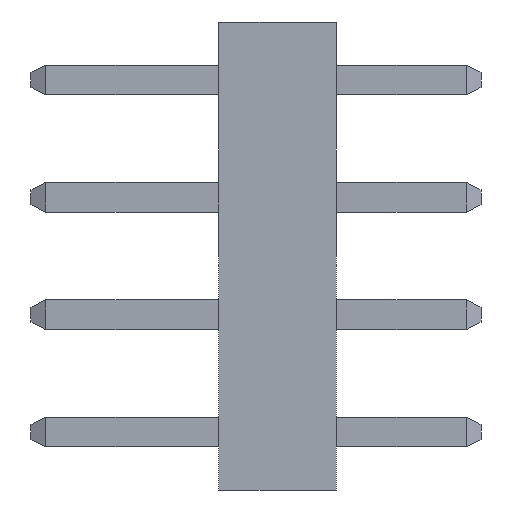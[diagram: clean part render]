
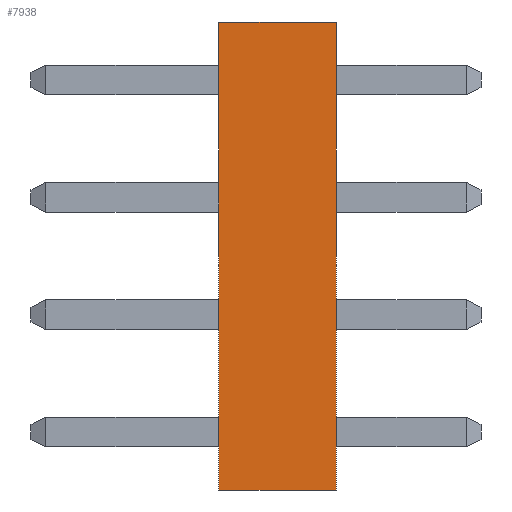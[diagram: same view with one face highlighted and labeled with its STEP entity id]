
A CAD part, left-side view. The second image highlights one B-rep face of the part: STEP entity #7938.
In plain terms, the highlighted planar face has unit normal (-1, 0, 0).
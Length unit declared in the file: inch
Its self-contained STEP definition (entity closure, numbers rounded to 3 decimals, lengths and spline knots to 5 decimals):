
#1684=ORIENTED_EDGE('',*,*,#3012,.T.);
#1685=ORIENTED_EDGE('',*,*,#3013,.F.);
#1686=ORIENTED_EDGE('',*,*,#3014,.F.);
#1687=ORIENTED_EDGE('',*,*,#3015,.T.);
#3012=EDGE_CURVE('',#3760,#3761,#4752,.T.);
#3013=EDGE_CURVE('',#3762,#3761,#4753,.T.);
#3014=EDGE_CURVE('',#3763,#3762,#4754,.T.);
#3015=EDGE_CURVE('',#3763,#3760,#4755,.T.);
#3760=VERTEX_POINT('',#12188);
#3761=VERTEX_POINT('',#12189);
#3762=VERTEX_POINT('',#12191);
#3763=VERTEX_POINT('',#12193);
#4752=LINE('',#12187,#5828);
#4753=LINE('',#12190,#5829);
#4754=LINE('',#12192,#5830);
#4755=LINE('',#12194,#5831);
#5828=VECTOR('',#10075,39.37008);
#5829=VECTOR('',#10076,39.37008);
#5830=VECTOR('',#10077,39.37008);
#5831=VECTOR('',#10078,39.37008);
#6476=EDGE_LOOP('',(#1684,#1685,#1686,#1687));
#6998=FACE_BOUND('',#6476,.T.);
#7488=PLANE('',#8428);
#7938=ADVANCED_FACE('',(#6998),#7488,.F.);
#8428=AXIS2_PLACEMENT_3D('',#12186,#10073,#10074);
#10073=DIRECTION('',(1.,0.,0.));
#10074=DIRECTION('',(0.,0.,-1.));
#10075=DIRECTION('',(0.,0.,1.));
#10076=DIRECTION('',(0.,-1.,0.));
#10077=DIRECTION('',(0.,0.,1.));
#10078=DIRECTION('',(0.,-1.,0.));
#12186=CARTESIAN_POINT('',(-0.19685,0.079,-0.157));
#12187=CARTESIAN_POINT('',(-0.19685,0.,-0.157));
#12188=CARTESIAN_POINT('',(-0.19685,0.,-0.157));
#12189=CARTESIAN_POINT('',(-0.19685,0.,0.157));
#12190=CARTESIAN_POINT('',(-0.19685,0.079,0.157));
#12191=CARTESIAN_POINT('',(-0.19685,0.079,0.157));
#12192=CARTESIAN_POINT('',(-0.19685,0.079,-0.157));
#12193=CARTESIAN_POINT('',(-0.19685,0.079,-0.157));
#12194=CARTESIAN_POINT('',(-0.19685,0.079,-0.157));
